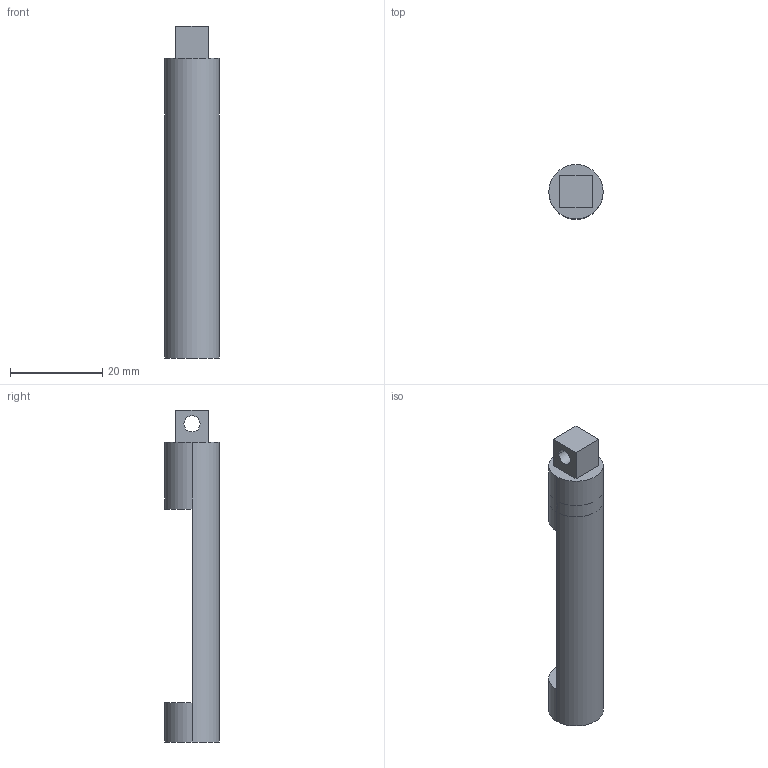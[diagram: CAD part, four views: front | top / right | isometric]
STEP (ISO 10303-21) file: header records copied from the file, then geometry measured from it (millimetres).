
FILE_DESCRIPTION (( 'STEP AP203' ), '1' );
FILE_NAME ('Pestillo.STEP', '2024-10-31T03:09:50', ( '' ), ( '' ), 'SwSTEP 2.0', 'SolidWorks 2022', '' );
FILE_SCHEMA (( 'CONFIG_CONTROL_DESIGN' ));
Length unit declared in the file: millimetre
Products named in the file (1): Pestillo
Bounding box: 11.8 x 11.8 x 72 mm (x, y, z)
Volume: 5006 mm3; surface area: 2966.4 mm2
Topology: 1 solids, 2 shells, 21 faces, 44 edges, 28 vertices
Faces by surface type: plane 12, cylinder 9
Entity records: 647 total; most frequent: DIRECTION 106, CARTESIAN_POINT 94, ORIENTED_EDGE 88, EDGE_CURVE 44, AXIS2_PLACEMENT_3D 40, VERTEX_POINT 28, LINE 26, EDGE_LOOP 26
